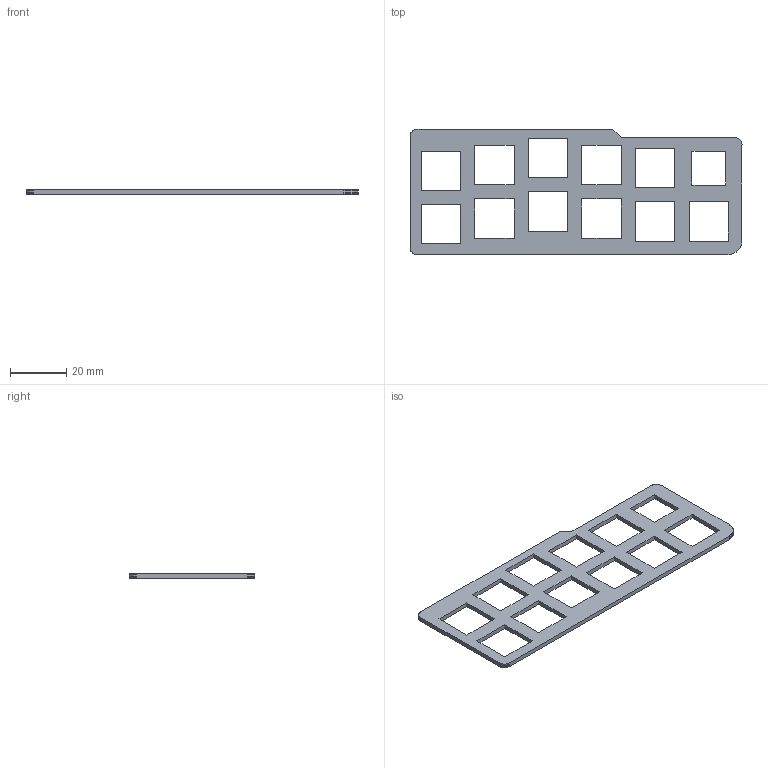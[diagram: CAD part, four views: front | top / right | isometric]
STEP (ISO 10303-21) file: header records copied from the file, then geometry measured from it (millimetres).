
FILE_DESCRIPTION(('KiCad electronic assembly'),'2;1');
FILE_NAME('Middle_Plate2.step','2023-11-14T18:36:09',('Pcbnew'),('Kicad' ),'Open CASCADE STEP processor 7.6','KiCad to STEP converter', 'Unknown');
FILE_SCHEMA(('AUTOMOTIVE_DESIGN { 1 0 10303 214 1 1 1 1 }'));
Length unit declared in the file: millimetre
Products named in the file (2): Middle_Plate2 1; Nixie-12R-base PCB
Assembly tree (1 placements, depth 2):
  Middle_Plate2 1
    Nixie-12R-base PCB
Bounding box: 118.05 x 44.5 x 1.6 mm (x, y, z)
Volume: 4501.4 mm3; surface area: 7197.9 mm2
Topology: 1 solids, 1 shells, 110 faces, 324 edges, 216 vertices
Faces by surface type: plane 110
Entity records: 7895 total; most frequent: CARTESIAN_POINT 1300, DIRECTION 1196, LINE 972, VECTOR 972, ORIENTED_EDGE 648, PCURVE 648, DEFINITIONAL_REPRESENTATION 648, EDGE_CURVE 324
